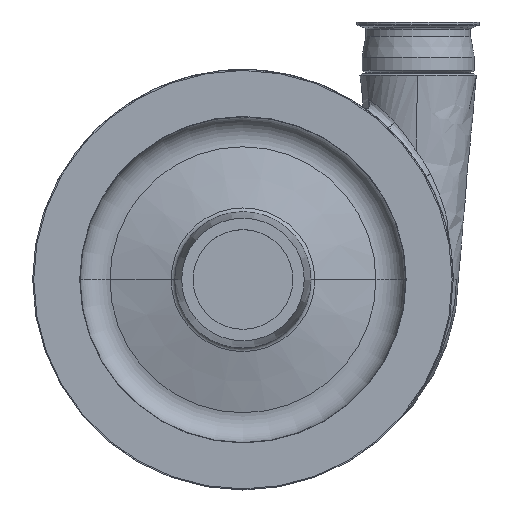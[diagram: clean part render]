
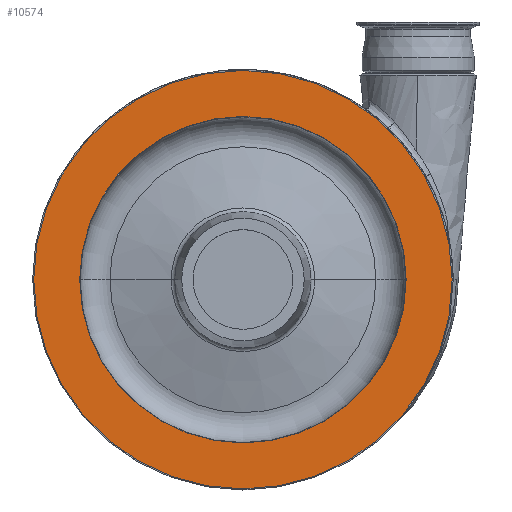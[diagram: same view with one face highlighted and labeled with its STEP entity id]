
A CAD part, top view. The second image highlights one B-rep face of the part: STEP entity #10574.
In plain terms, the highlighted planar face has unit normal (0, 0, 1).
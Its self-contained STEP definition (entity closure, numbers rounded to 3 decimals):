
#933 = AXIS2_PLACEMENT_3D ( 'NONE', #1756, #10713, #8952 ) ;
#1314 = CARTESIAN_POINT ( 'NONE',  ( 0., 0., 271. ) ) ;
#1425 = CARTESIAN_POINT ( 'NONE',  ( 0., 0., 271. ) ) ;
#1756 = CARTESIAN_POINT ( 'NONE',  ( 0., 0., 271. ) ) ;
#1923 = AXIS2_PLACEMENT_3D ( 'NONE', #8026, #11578, #6358 ) ;
#2548 = ORIENTED_EDGE ( 'NONE', *, *, #4984, .F. ) ;
#2750 = PLANE ( 'NONE',  #1923 ) ;
#2812 = EDGE_LOOP ( 'NONE', ( #2548, #5586 ) ) ;
#2814 = AXIS2_PLACEMENT_3D ( 'NONE', #1425, #7631, #11211 ) ;
#3091 = VERTEX_POINT ( 'NONE', #7581 ) ;
#3230 = AXIS2_PLACEMENT_3D ( 'NONE', #1314, #4107, #9582 ) ;
#3942 = VERTEX_POINT ( 'NONE', #7551 ) ;
#4107 = DIRECTION ( 'NONE',  ( 0., 0., -1. ) ) ;
#4342 = CIRCLE ( 'NONE', #2814, 158.354 ) ;
#4420 = FACE_BOUND ( 'NONE', #7473, .T. ) ;
#4984 = EDGE_CURVE ( 'NONE', #6399, #3091, #5470, .T. ) ;
#5031 = CARTESIAN_POINT ( 'NONE',  ( 0., 0., 271. ) ) ;
#5470 = CIRCLE ( 'NONE', #933, 203. ) ;
#5586 = ORIENTED_EDGE ( 'NONE', *, *, #10245, .F. ) ;
#5839 = EDGE_CURVE ( 'NONE', #3942, #6518, #4342, .T. ) ;
#5854 = EDGE_CURVE ( 'NONE', #6518, #3942, #7526, .T. ) ;
#6358 = DIRECTION ( 'NONE',  ( 1., 0., 0. ) ) ;
#6399 = VERTEX_POINT ( 'NONE', #6774 ) ;
#6518 = VERTEX_POINT ( 'NONE', #6548 ) ;
#6548 = CARTESIAN_POINT ( 'NONE',  ( -158.354, 0., 271. ) ) ;
#6774 = CARTESIAN_POINT ( 'NONE',  ( -203., 0., 271. ) ) ;
#7472 = DIRECTION ( 'NONE',  ( 0., 0., -1. ) ) ;
#7473 = EDGE_LOOP ( 'NONE', ( #10637, #9224 ) ) ;
#7526 = CIRCLE ( 'NONE', #11259, 158.354 ) ;
#7551 = CARTESIAN_POINT ( 'NONE',  ( 158.354, 0., 271. ) ) ;
#7581 = CARTESIAN_POINT ( 'NONE',  ( 203., 0., 271. ) ) ;
#7631 = DIRECTION ( 'NONE',  ( 0., 0., -1. ) ) ;
#8026 = CARTESIAN_POINT ( 'NONE',  ( 0., 158.354, 271. ) ) ;
#8628 = DIRECTION ( 'NONE',  ( -1., 0., 0. ) ) ;
#8952 = DIRECTION ( 'NONE',  ( -1., 0., 0. ) ) ;
#9224 = ORIENTED_EDGE ( 'NONE', *, *, #5839, .T. ) ;
#9582 = DIRECTION ( 'NONE',  ( -1., 0., 0. ) ) ;
#9836 = CIRCLE ( 'NONE', #3230, 203. ) ;
#10245 = EDGE_CURVE ( 'NONE', #3091, #6399, #9836, .T. ) ;
#10574 = ADVANCED_FACE ( 'NONE', ( #4420, #10827 ), #2750, .T. ) ;
#10637 = ORIENTED_EDGE ( 'NONE', *, *, #5854, .T. ) ;
#10713 = DIRECTION ( 'NONE',  ( 0., 0., -1. ) ) ;
#10827 = FACE_OUTER_BOUND ( 'NONE', #2812, .T. ) ;
#11211 = DIRECTION ( 'NONE',  ( -1., 0., 0. ) ) ;
#11259 = AXIS2_PLACEMENT_3D ( 'NONE', #5031, #7472, #8628 ) ;
#11578 = DIRECTION ( 'NONE',  ( 0., 0., 1. ) ) ;
